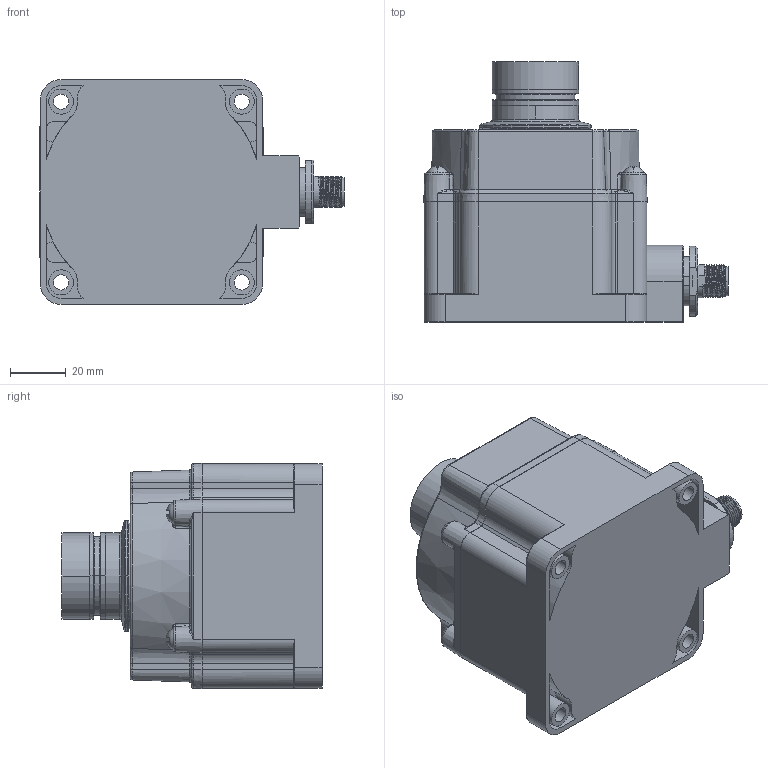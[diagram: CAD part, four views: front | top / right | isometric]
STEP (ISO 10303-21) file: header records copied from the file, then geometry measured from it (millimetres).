
FILE_DESCRIPTION((''),'2;1');
FILE_NAME('179548_SM01_ASM','2021-01-19T11:30:55',('jeshelman'),('BANNER ENGINEERING CORP.'),'CREO PARAMETRIC BY PTC INC, 2019292','CREO PARAMETRIC BY PTC INC, 2019292','');
FILE_SCHEMA(('CONFIG_CONTROL_DESIGN','SHAPE_APPEARANCE_LAYERS_GROUPS'));
Products named in the file (11): 167090-XN-BODY; 167090-XW-HANDLE_V5; 167090-XN-LOCK; 167090-XW9Z-VL2M; 167090-C_M; 107054; 167090__ASM; 29320; 41089; 179548_SM01_SW0001; 179548_SM01_ASM
Assembly tree (10 placements, depth 3):
  179548_SM01_ASM
    167090__ASM
      167090-XN-BODY
      167090-XW-HANDLE_V5
      167090-XN-LOCK
      167090-XW9Z-VL2M
      167090-C_M
      107054
    29320
    41089
    179548_SM01_SW0001
Bounding box: 109.59 x 93.58 x 81.12 mm (x, y, z)
Volume: 419402.1 mm3; surface area: 54494.7 mm2
Topology: 6 solids, 6 shells, 913 faces, 2399 edges, 1499 vertices
Faces by surface type: plane 400, cylinder 267, torus 80, bspline 77, cone 41, sphere 24, extrusion 24
Entity records: 40123 total; most frequent: CARTESIAN_POINT 14301, ORIENTED_EDGE 4754, DIRECTION 4589, EDGE_CURVE 2377, AXIS2_PLACEMENT_3D 1655, VERTEX_POINT 1493, VECTOR 1279, LINE 1255
